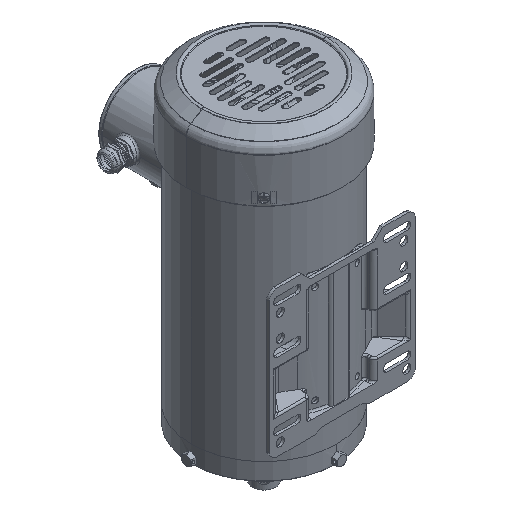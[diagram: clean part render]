
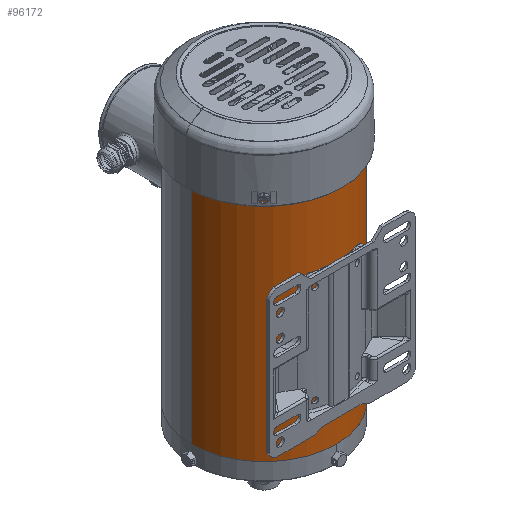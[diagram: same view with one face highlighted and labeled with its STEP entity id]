
A CAD part, isometric view. The second image highlights one B-rep face of the part: STEP entity #96172.
In plain terms, the highlighted cylindrical face has radius 82 mm (diameter 164 mm), a partial arc.
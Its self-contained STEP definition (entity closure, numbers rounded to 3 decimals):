
#2055 = DIRECTION ( 'NONE',  ( -1., 0., 0. ) ) ;
#2089 = CARTESIAN_POINT ( 'NONE',  ( -82., 0., 0. ) ) ;
#5274 = CYLINDRICAL_SURFACE ( 'NONE', #74344, 82. ) ;
#6729 = VERTEX_POINT ( 'NONE', #2089 ) ;
#6918 = VECTOR ( 'NONE', #89704, 1000. ) ;
#10035 = LINE ( 'NONE', #19385, #6918 ) ;
#10621 = VERTEX_POINT ( 'NONE', #102824 ) ;
#11348 = DIRECTION ( 'NONE',  ( 0., 0., -1. ) ) ;
#12306 = ORIENTED_EDGE ( 'NONE', *, *, #92738, .T. ) ;
#14352 = EDGE_CURVE ( 'NONE', #6729, #101280, #31862, .T. ) ;
#15973 = CIRCLE ( 'NONE', #118850, 82. ) ;
#19385 = CARTESIAN_POINT ( 'NONE',  ( -82., 0., 255. ) ) ;
#21016 = FACE_OUTER_BOUND ( 'NONE', #85410, .T. ) ;
#30094 = CARTESIAN_POINT ( 'NONE',  ( 0., 0., 255. ) ) ;
#31862 = CIRCLE ( 'NONE', #121800, 82. ) ;
#40137 = DIRECTION ( 'NONE',  ( 1., 0., 0. ) ) ;
#41639 = CARTESIAN_POINT ( 'NONE',  ( 0., 0., 255. ) ) ;
#42544 = DIRECTION ( 'NONE',  ( 0., 0., 1. ) ) ;
#43847 = ORIENTED_EDGE ( 'NONE', *, *, #121729, .F. ) ;
#50434 = ORIENTED_EDGE ( 'NONE', *, *, #14352, .T. ) ;
#62335 = VERTEX_POINT ( 'NONE', #87591 ) ;
#72325 = CARTESIAN_POINT ( 'NONE',  ( 82., 0., 0. ) ) ;
#74344 = AXIS2_PLACEMENT_3D ( 'NONE', #41639, #11348, #2055 ) ;
#85410 = EDGE_LOOP ( 'NONE', ( #43847, #97514, #12306, #50434 ) ) ;
#87591 = CARTESIAN_POINT ( 'NONE',  ( -82., 0., 255. ) ) ;
#89704 = DIRECTION ( 'NONE',  ( 0., 0., -1. ) ) ;
#92738 = EDGE_CURVE ( 'NONE', #62335, #6729, #10035, .T. ) ;
#96172 = ADVANCED_FACE ( 'NONE', ( #21016 ), #5274, .T. ) ;
#97514 = ORIENTED_EDGE ( 'NONE', *, *, #108878, .F. ) ;
#99362 = VECTOR ( 'NONE', #99406, 1000. ) ;
#99406 = DIRECTION ( 'NONE',  ( 0., 0., -1. ) ) ;
#100383 = DIRECTION ( 'NONE',  ( 0., 0., 1. ) ) ;
#101280 = VERTEX_POINT ( 'NONE', #72325 ) ;
#102764 = CARTESIAN_POINT ( 'NONE',  ( 0., 0., 0. ) ) ;
#102824 = CARTESIAN_POINT ( 'NONE',  ( 82., 0., 255. ) ) ;
#108878 = EDGE_CURVE ( 'NONE', #62335, #10621, #15973, .T. ) ;
#112865 = DIRECTION ( 'NONE',  ( 1., 0., 0. ) ) ;
#118850 = AXIS2_PLACEMENT_3D ( 'NONE', #30094, #100383, #40137 ) ;
#119204 = CARTESIAN_POINT ( 'NONE',  ( 82., 0., 255. ) ) ;
#121729 = EDGE_CURVE ( 'NONE', #10621, #101280, #126175, .T. ) ;
#121800 = AXIS2_PLACEMENT_3D ( 'NONE', #102764, #42544, #112865 ) ;
#126175 = LINE ( 'NONE', #119204, #99362 ) ;
